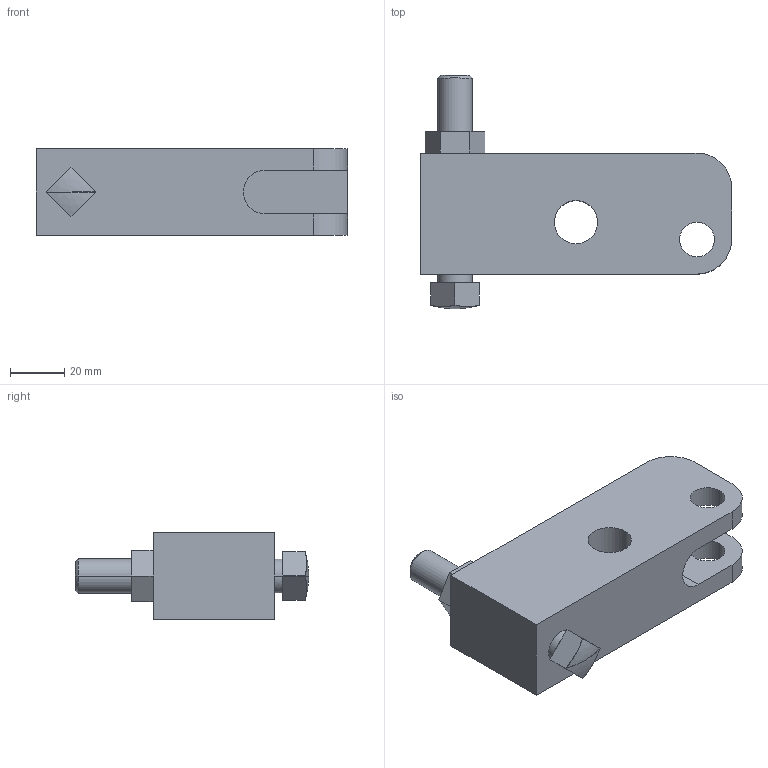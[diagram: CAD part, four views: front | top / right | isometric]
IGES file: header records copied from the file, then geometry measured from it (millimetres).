
Start section:  PTC IGES file: 91601401.igs
Global section: file name: 91601401.igs; native system: Pro/ENGINEER by Parametric Technology Corporation; preprocessor: 2004290; author: KR; organization: Unknown; date: 041013.162915; units: inch
Bounding box: 114.3 x 85.72 x 31.75 mm (x, y, z)
Surface area: 26934.4 mm2 (no closed solid volume)
Topology: 0 solids, 0 shells, 46 faces, 333 edges, 420 vertices
Faces by surface type: bspline 24, revolution 22
